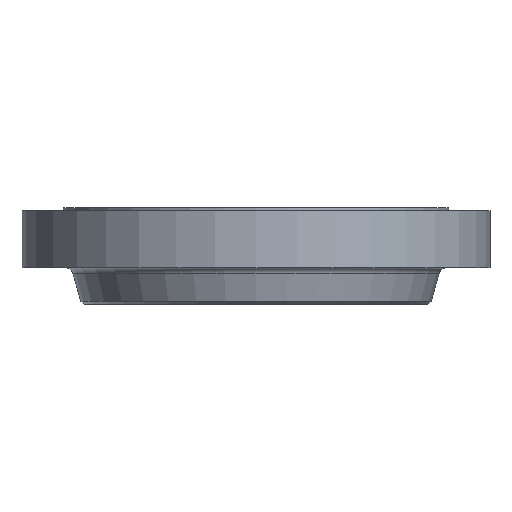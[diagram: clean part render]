
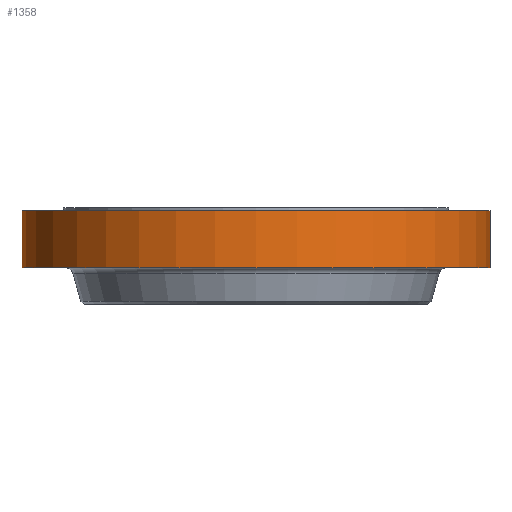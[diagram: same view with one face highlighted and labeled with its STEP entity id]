
A CAD part, front view. The second image highlights one B-rep face of the part: STEP entity #1358.
In plain terms, the highlighted cylindrical face has radius 511.175 mm (diameter 1022.35 mm), a partial arc.
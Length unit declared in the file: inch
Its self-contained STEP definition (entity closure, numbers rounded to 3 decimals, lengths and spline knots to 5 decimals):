
#88 = DIRECTION ( 'NONE',  ( 0., 0., 1. ) ) ;
#146 = CIRCLE ( 'NONE', #2285, 20.125 ) ;
#221 = ORIENTED_EDGE ( 'NONE', *, *, #1228, .F. ) ;
#297 = CARTESIAN_POINT ( 'NONE',  ( 0., 0., 0. ) ) ;
#320 = VECTOR ( 'NONE', #899, 39.37008 ) ;
#447 = EDGE_CURVE ( 'NONE', #2038, #828, #146, .T. ) ;
#556 = EDGE_CURVE ( 'NONE', #1316, #828, #2091, .T. ) ;
#668 = LINE ( 'NONE', #1473, #2118 ) ;
#687 = DIRECTION ( 'NONE',  ( 1., 0., 0. ) ) ;
#727 = DIRECTION ( 'NONE',  ( 1., 0., 0. ) ) ;
#828 = VERTEX_POINT ( 'NONE', #1543 ) ;
#899 = DIRECTION ( 'NONE',  ( 0., 0., 1. ) ) ;
#1031 = ORIENTED_EDGE ( 'NONE', *, *, #1175, .T. ) ;
#1035 = DIRECTION ( 'NONE',  ( 0., 0., 1. ) ) ;
#1068 = DIRECTION ( 'NONE',  ( 1., 0., 0. ) ) ;
#1175 = EDGE_CURVE ( 'NONE', #1981, #1316, #1373, .T. ) ;
#1228 = EDGE_CURVE ( 'NONE', #1981, #2038, #668, .T. ) ;
#1316 = VERTEX_POINT ( 'NONE', #2128 ) ;
#1335 = CARTESIAN_POINT ( 'NONE',  ( -20.125, 0., -5.1875 ) ) ;
#1358 = ADVANCED_FACE ( 'NONE', ( #1501 ), #2098, .T. ) ;
#1373 = CIRCLE ( 'NONE', #2069, 20.125 ) ;
#1473 = CARTESIAN_POINT ( 'NONE',  ( -20.125, 0., 0. ) ) ;
#1501 = FACE_OUTER_BOUND ( 'NONE', #2564, .T. ) ;
#1524 = DIRECTION ( 'NONE',  ( 0., 0., 1. ) ) ;
#1543 = CARTESIAN_POINT ( 'NONE',  ( 20.125, 0., -0.25 ) ) ;
#1733 = CARTESIAN_POINT ( 'NONE',  ( 20.125, 0., 0. ) ) ;
#1810 = CARTESIAN_POINT ( 'NONE',  ( -20.125, 0., -0.25 ) ) ;
#1814 = ORIENTED_EDGE ( 'NONE', *, *, #556, .T. ) ;
#1832 = DIRECTION ( 'NONE',  ( 0., 0., 1. ) ) ;
#1874 = CARTESIAN_POINT ( 'NONE',  ( 0., 0., -5.1875 ) ) ;
#1981 = VERTEX_POINT ( 'NONE', #1335 ) ;
#2038 = VERTEX_POINT ( 'NONE', #1810 ) ;
#2069 = AXIS2_PLACEMENT_3D ( 'NONE', #1874, #88, #687 ) ;
#2091 = LINE ( 'NONE', #1733, #320 ) ;
#2098 = CYLINDRICAL_SURFACE ( 'NONE', #2321, 20.125 ) ;
#2118 = VECTOR ( 'NONE', #1832, 39.37008 ) ;
#2128 = CARTESIAN_POINT ( 'NONE',  ( 20.125, 0., -5.1875 ) ) ;
#2246 = CARTESIAN_POINT ( 'NONE',  ( 0., 0., -0.25 ) ) ;
#2285 = AXIS2_PLACEMENT_3D ( 'NONE', #2246, #1035, #1068 ) ;
#2321 = AXIS2_PLACEMENT_3D ( 'NONE', #297, #1524, #727 ) ;
#2349 = ORIENTED_EDGE ( 'NONE', *, *, #447, .F. ) ;
#2564 = EDGE_LOOP ( 'NONE', ( #221, #1031, #1814, #2349 ) ) ;
